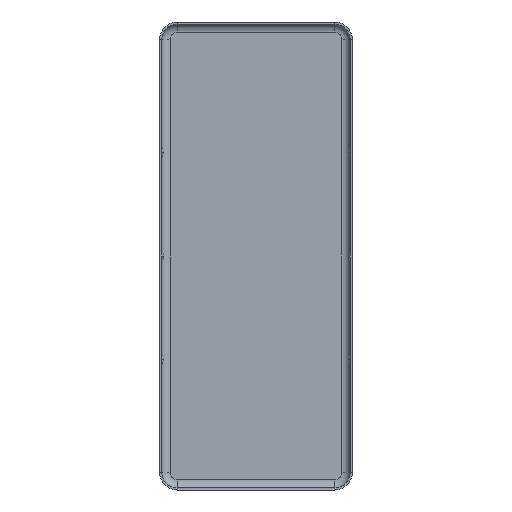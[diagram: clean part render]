
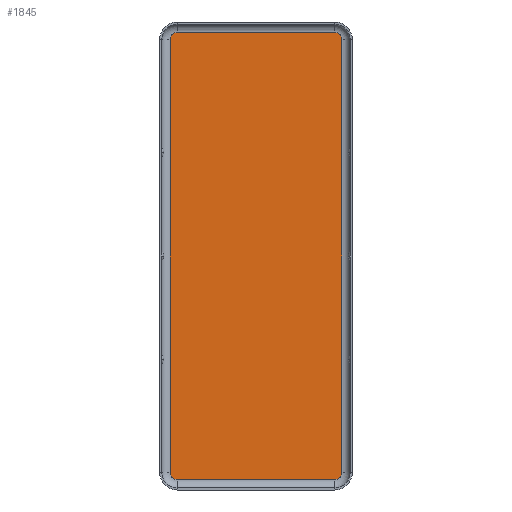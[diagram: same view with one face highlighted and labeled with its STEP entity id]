
A CAD part, front view. The second image highlights one B-rep face of the part: STEP entity #1845.
In plain terms, the highlighted planar face has unit normal (0, -1, 0).
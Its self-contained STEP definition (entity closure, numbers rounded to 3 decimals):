
#6 = AXIS2_PLACEMENT_3D ( 'NONE', #1237, #362, #1073 ) ;
#11 = EDGE_CURVE ( 'NONE', #696, #1728, #23, .T. ) ;
#21 = LINE ( 'NONE', #1601, #561 ) ;
#23 = CIRCLE ( 'NONE', #1092, 0.7 ) ;
#49 = DIRECTION ( 'NONE',  ( 0., 0., -1. ) ) ;
#55 = CARTESIAN_POINT ( 'NONE',  ( 7.6, 0., -20.9 ) ) ;
#85 = CARTESIAN_POINT ( 'NONE',  ( -7.6, 0., -20.9 ) ) ;
#92 = CARTESIAN_POINT ( 'NONE',  ( 8.3, 0., 0. ) ) ;
#121 = VERTEX_POINT ( 'NONE', #1607 ) ;
#173 = VERTEX_POINT ( 'NONE', #463 ) ;
#254 = VERTEX_POINT ( 'NONE', #1625 ) ;
#257 = ORIENTED_EDGE ( 'NONE', *, *, #553, .T. ) ;
#344 = CARTESIAN_POINT ( 'NONE',  ( 8.3, 0., -20.9 ) ) ;
#362 = DIRECTION ( 'NONE',  ( 0., -1., 0. ) ) ;
#381 = VECTOR ( 'NONE', #624, 1000. ) ;
#427 = VERTEX_POINT ( 'NONE', #344 ) ;
#453 = EDGE_CURVE ( 'NONE', #121, #460, #580, .T. ) ;
#460 = VERTEX_POINT ( 'NONE', #1747 ) ;
#463 = CARTESIAN_POINT ( 'NONE',  ( 7.6, 0., 21.6 ) ) ;
#478 = DIRECTION ( 'NONE',  ( 0., 1., 0. ) ) ;
#514 = ORIENTED_EDGE ( 'NONE', *, *, #534, .T. ) ;
#515 = DIRECTION ( 'NONE',  ( 0., -1., 0. ) ) ;
#534 = EDGE_CURVE ( 'NONE', #771, #173, #919, .T. ) ;
#553 = EDGE_CURVE ( 'NONE', #254, #460, #1222, .T. ) ;
#561 = VECTOR ( 'NONE', #907, 1000. ) ;
#580 = LINE ( 'NONE', #1768, #381 ) ;
#624 = DIRECTION ( 'NONE',  ( -1., 0., 0. ) ) ;
#689 = ORIENTED_EDGE ( 'NONE', *, *, #740, .F. ) ;
#690 = DIRECTION ( 'NONE',  ( 0., 0., -1. ) ) ;
#696 = VERTEX_POINT ( 'NONE', #1703 ) ;
#703 = EDGE_CURVE ( 'NONE', #696, #254, #1193, .T. ) ;
#705 = CARTESIAN_POINT ( 'NONE',  ( -7.6, 0., 20.9 ) ) ;
#721 = DIRECTION ( 'NONE',  ( 0., 0., -1. ) ) ;
#740 = EDGE_CURVE ( 'NONE', #427, #121, #1110, .T. ) ;
#745 = ORIENTED_EDGE ( 'NONE', *, *, #703, .T. ) ;
#771 = VERTEX_POINT ( 'NONE', #1123 ) ;
#875 = ORIENTED_EDGE ( 'NONE', *, *, #453, .F. ) ;
#907 = DIRECTION ( 'NONE',  ( -1., 0., 0. ) ) ;
#911 = LINE ( 'NONE', #92, #1344 ) ;
#919 = CIRCLE ( 'NONE', #936, 0.7 ) ;
#936 = AXIS2_PLACEMENT_3D ( 'NONE', #1756, #1021, #49 ) ;
#983 = CARTESIAN_POINT ( 'NONE',  ( -8.3, 0., 0. ) ) ;
#1021 = DIRECTION ( 'NONE',  ( 0., -1., 0. ) ) ;
#1036 = ORIENTED_EDGE ( 'NONE', *, *, #11, .F. ) ;
#1073 = DIRECTION ( 'NONE',  ( 0., 0., -1. ) ) ;
#1089 = DIRECTION ( 'NONE',  ( 0., 0., 1. ) ) ;
#1092 = AXIS2_PLACEMENT_3D ( 'NONE', #705, #1315, #721 ) ;
#1100 = DIRECTION ( 'NONE',  ( 0., 0., -1. ) ) ;
#1110 = CIRCLE ( 'NONE', #1726, 0.7 ) ;
#1123 = CARTESIAN_POINT ( 'NONE',  ( 8.3, 0., 20.9 ) ) ;
#1193 = LINE ( 'NONE', #983, #1348 ) ;
#1222 = CIRCLE ( 'NONE', #1570, 0.7 ) ;
#1237 = CARTESIAN_POINT ( 'NONE',  ( 7.6, 0., -20.9 ) ) ;
#1260 = ORIENTED_EDGE ( 'NONE', *, *, #1636, .F. ) ;
#1312 = EDGE_LOOP ( 'NONE', ( #875, #689, #1260, #514, #1519, #1036, #745, #257 ) ) ;
#1315 = DIRECTION ( 'NONE',  ( 0., 1., 0. ) ) ;
#1344 = VECTOR ( 'NONE', #1100, 1000. ) ;
#1348 = VECTOR ( 'NONE', #690, 1000. ) ;
#1415 = EDGE_CURVE ( 'NONE', #173, #1728, #21, .T. ) ;
#1519 = ORIENTED_EDGE ( 'NONE', *, *, #1415, .T. ) ;
#1570 = AXIS2_PLACEMENT_3D ( 'NONE', #85, #515, #1634 ) ;
#1601 = CARTESIAN_POINT ( 'NONE',  ( 7.6, 0., 21.6 ) ) ;
#1607 = CARTESIAN_POINT ( 'NONE',  ( 7.6, 0., -21.6 ) ) ;
#1625 = CARTESIAN_POINT ( 'NONE',  ( -8.3, 0., -20.9 ) ) ;
#1632 = PLANE ( 'NONE',  #6 ) ;
#1634 = DIRECTION ( 'NONE',  ( 0., 0., 1. ) ) ;
#1636 = EDGE_CURVE ( 'NONE', #771, #427, #911, .T. ) ;
#1653 = FACE_OUTER_BOUND ( 'NONE', #1312, .T. ) ;
#1703 = CARTESIAN_POINT ( 'NONE',  ( -8.3, 0., 20.9 ) ) ;
#1726 = AXIS2_PLACEMENT_3D ( 'NONE', #55, #478, #1089 ) ;
#1728 = VERTEX_POINT ( 'NONE', #1805 ) ;
#1747 = CARTESIAN_POINT ( 'NONE',  ( -7.6, 0., -21.6 ) ) ;
#1756 = CARTESIAN_POINT ( 'NONE',  ( 7.6, 0., 20.9 ) ) ;
#1768 = CARTESIAN_POINT ( 'NONE',  ( 7.6, 0., -21.6 ) ) ;
#1805 = CARTESIAN_POINT ( 'NONE',  ( -7.6, 0., 21.6 ) ) ;
#1845 = ADVANCED_FACE ( 'NONE', ( #1653 ), #1632, .T. ) ;
